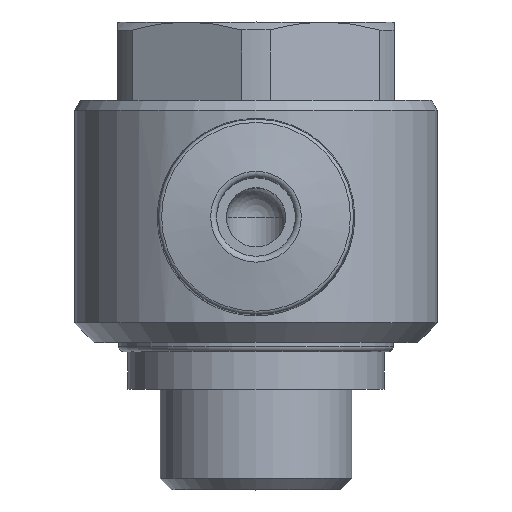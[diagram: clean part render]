
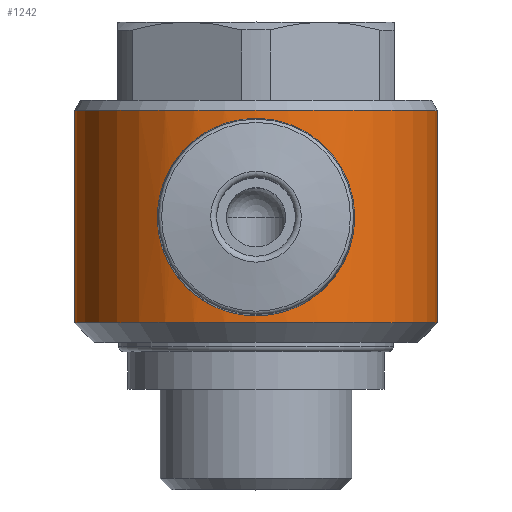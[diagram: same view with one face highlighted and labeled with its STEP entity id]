
A CAD part, top view. The second image highlights one B-rep face of the part: STEP entity #1242.
In plain terms, the highlighted cylindrical face has radius 9.2 mm (diameter 18.4 mm), a full revolution.
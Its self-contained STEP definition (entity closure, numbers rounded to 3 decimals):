
#105=CYLINDRICAL_SURFACE('',#1329,9.2);
#138=CIRCLE('',#1330,9.2);
#139=CIRCLE('',#1331,9.2);
#140=CIRCLE('',#1332,9.2);
#141=CIRCLE('',#1333,9.2);
#142=CIRCLE('',#1334,9.2);
#143=CIRCLE('',#1335,9.2);
#228=ORIENTED_EDGE('',*,*,#434,.F.);
#229=ORIENTED_EDGE('',*,*,#435,.T.);
#230=ORIENTED_EDGE('',*,*,#436,.F.);
#231=ORIENTED_EDGE('',*,*,#437,.F.);
#232=ORIENTED_EDGE('',*,*,#438,.F.);
#233=ORIENTED_EDGE('',*,*,#439,.F.);
#234=ORIENTED_EDGE('',*,*,#440,.F.);
#235=ORIENTED_EDGE('',*,*,#441,.F.);
#236=ORIENTED_EDGE('',*,*,#442,.F.);
#237=ORIENTED_EDGE('',*,*,#443,.F.);
#434=EDGE_CURVE('',#528,#528,#138,.T.);
#435=EDGE_CURVE('',#529,#529,#139,.T.);
#436=EDGE_CURVE('',#530,#531,#586,.T.);
#437=EDGE_CURVE('',#532,#530,#140,.T.);
#438=EDGE_CURVE('',#533,#532,#587,.T.);
#439=EDGE_CURVE('',#534,#533,#141,.T.);
#440=EDGE_CURVE('',#535,#534,#588,.T.);
#441=EDGE_CURVE('',#536,#535,#142,.T.);
#442=EDGE_CURVE('',#537,#536,#589,.T.);
#443=EDGE_CURVE('',#531,#537,#143,.T.);
#528=VERTEX_POINT('',#1816);
#529=VERTEX_POINT('',#1818);
#530=VERTEX_POINT('',#1827);
#531=VERTEX_POINT('',#1828);
#532=VERTEX_POINT('',#1830);
#533=VERTEX_POINT('',#1835);
#534=VERTEX_POINT('',#1837);
#535=VERTEX_POINT('',#1846);
#536=VERTEX_POINT('',#1848);
#537=VERTEX_POINT('',#1853);
#586=B_SPLINE_CURVE_WITH_KNOTS('',3,(#1819,#1820,#1821,#1822,#1823,#1824,
#1825,#1826),.UNSPECIFIED.,.F.,.F.,(4,1,1,1,1,4),(0.007,0.01,
0.013,0.014,0.015,0.018),
 .UNSPECIFIED.);
#587=B_SPLINE_CURVE_WITH_KNOTS('',3,(#1831,#1832,#1833,#1834),
 .UNSPECIFIED.,.F.,.F.,(4,4),(0.,0.002),.UNSPECIFIED.);
#588=B_SPLINE_CURVE_WITH_KNOTS('',3,(#1838,#1839,#1840,#1841,#1842,#1843,
#1844,#1845),.UNSPECIFIED.,.F.,.F.,(4,1,1,1,1,4),(0.02,0.023,
0.024,0.025,0.028,0.031),
 .UNSPECIFIED.);
#589=B_SPLINE_CURVE_WITH_KNOTS('',3,(#1849,#1850,#1851,#1852),
 .UNSPECIFIED.,.F.,.F.,(4,4),(0.,0.002),.UNSPECIFIED.);
#608=EDGE_LOOP('',(#228));
#609=EDGE_LOOP('',(#229));
#610=EDGE_LOOP('',(#230,#231,#232,#233,#234,#235,#236,#237));
#703=FACE_BOUND('',#608,.T.);
#704=FACE_BOUND('',#609,.T.);
#705=FACE_BOUND('',#610,.T.);
#1242=ADVANCED_FACE('',(#703,#704,#705),#105,.T.);
#1329=AXIS2_PLACEMENT_3D('',#1814,#1498,#1499);
#1330=AXIS2_PLACEMENT_3D('',#1815,#1500,#1501);
#1331=AXIS2_PLACEMENT_3D('',#1817,#1502,#1503);
#1332=AXIS2_PLACEMENT_3D('',#1829,#1504,#1505);
#1333=AXIS2_PLACEMENT_3D('',#1836,#1506,#1507);
#1334=AXIS2_PLACEMENT_3D('',#1847,#1508,#1509);
#1335=AXIS2_PLACEMENT_3D('',#1854,#1510,#1511);
#1498=DIRECTION('',(0.,-1.,0.));
#1499=DIRECTION('',(1.,0.,0.));
#1500=DIRECTION('',(0.,-1.,0.));
#1501=DIRECTION('',(1.,0.,0.));
#1502=DIRECTION('',(0.,-1.,0.));
#1503=DIRECTION('',(1.,0.,0.));
#1504=DIRECTION('',(0.,-1.,0.));
#1505=DIRECTION('',(1.,0.,0.));
#1506=DIRECTION('',(0.,1.,0.));
#1507=DIRECTION('',(-1.,0.,0.));
#1508=DIRECTION('',(0.,1.,0.));
#1509=DIRECTION('',(-1.,0.,0.));
#1510=DIRECTION('',(0.,-1.,0.));
#1511=DIRECTION('',(1.,0.,0.));
#1814=CARTESIAN_POINT('',(0.,-13.8,0.));
#1815=CARTESIAN_POINT('',(0.,-5.33,0.));
#1816=CARTESIAN_POINT('',(9.2,-5.33,0.));
#1817=CARTESIAN_POINT('',(0.,5.42,0.));
#1818=CARTESIAN_POINT('',(9.2,5.42,0.));
#1819=CARTESIAN_POINT('',(3.929,0.75,8.319));
#1820=CARTESIAN_POINT('',(3.755,1.662,8.401));
#1821=CARTESIAN_POINT('',(2.77,3.322,8.876));
#1822=CARTESIAN_POINT('',(0.473,4.168,9.277));
#1823=CARTESIAN_POINT('',(-1.401,3.833,9.125));
#1824=CARTESIAN_POINT('',(-3.014,2.901,8.751));
#1825=CARTESIAN_POINT('',(-3.754,1.666,8.401));
#1826=CARTESIAN_POINT('',(-3.929,0.75,8.319));
#1827=CARTESIAN_POINT('',(3.929,0.75,8.319));
#1828=CARTESIAN_POINT('',(-3.929,0.75,8.319));
#1829=CARTESIAN_POINT('',(0.,0.75,0.));
#1830=CARTESIAN_POINT('',(4.943,0.75,7.759));
#1831=CARTESIAN_POINT('',(4.943,-0.75,7.759));
#1832=CARTESIAN_POINT('',(5.019,-0.25,7.711));
#1833=CARTESIAN_POINT('',(5.019,0.25,7.711));
#1834=CARTESIAN_POINT('',(4.943,0.75,7.759));
#1835=CARTESIAN_POINT('',(4.943,-0.75,7.759));
#1836=CARTESIAN_POINT('',(0.,-0.75,0.));
#1837=CARTESIAN_POINT('',(3.929,-0.75,8.319));
#1838=CARTESIAN_POINT('',(-3.929,-0.75,8.319));
#1839=CARTESIAN_POINT('',(-3.753,-1.674,8.402));
#1840=CARTESIAN_POINT('',(-3.008,-2.906,8.753));
#1841=CARTESIAN_POINT('',(-1.399,-3.834,9.126));
#1842=CARTESIAN_POINT('',(0.475,-4.168,9.278));
#1843=CARTESIAN_POINT('',(2.776,-3.316,8.874));
#1844=CARTESIAN_POINT('',(3.755,-1.663,8.401));
#1845=CARTESIAN_POINT('',(3.929,-0.75,8.319));
#1846=CARTESIAN_POINT('',(-3.929,-0.75,8.319));
#1847=CARTESIAN_POINT('',(0.,-0.75,0.));
#1848=CARTESIAN_POINT('',(-4.943,-0.75,7.759));
#1849=CARTESIAN_POINT('',(-4.943,0.75,7.759));
#1850=CARTESIAN_POINT('',(-5.019,0.25,7.711));
#1851=CARTESIAN_POINT('',(-5.019,-0.25,7.711));
#1852=CARTESIAN_POINT('',(-4.943,-0.75,7.759));
#1853=CARTESIAN_POINT('',(-4.943,0.75,7.759));
#1854=CARTESIAN_POINT('',(0.,0.75,0.));
